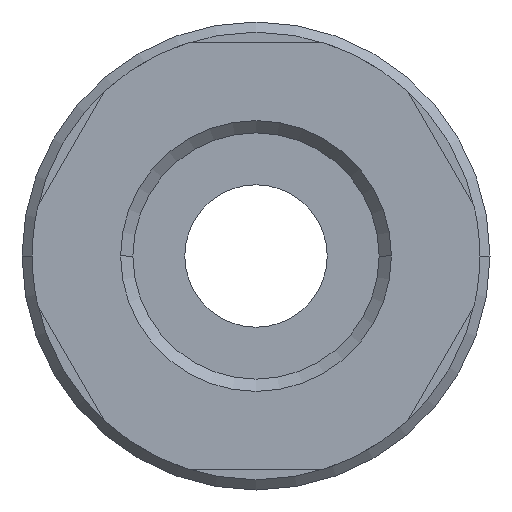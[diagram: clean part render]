
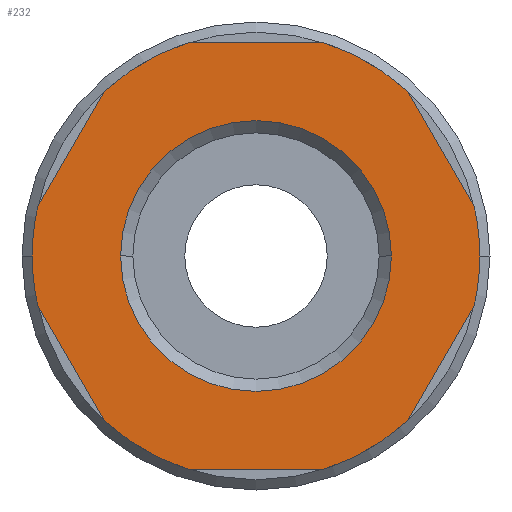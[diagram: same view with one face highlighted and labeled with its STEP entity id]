
A CAD part, front view. The second image highlights one B-rep face of the part: STEP entity #232.
In plain terms, the highlighted planar face has unit normal (0, -1, 0).
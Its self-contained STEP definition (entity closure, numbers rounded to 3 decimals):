
#232=ADVANCED_FACE('',(#485,#486),#487,.T.);
#485=FACE_BOUND('',#754,.T.);
#486=FACE_OUTER_BOUND('',#755,.T.);
#487=PLANE('',#756);
#754=EDGE_LOOP('',(#1329,#1330));
#755=EDGE_LOOP('',(#1331,#1332,#1333,#1334,#1335,#1336,#1337,#1338,#1339,#1340,#1341,#1342,#1343,#1344));
#756=AXIS2_PLACEMENT_3D('',#1345,#1346,#1347);
#1329=ORIENTED_EDGE('',*,*,#1744,.T.);
#1330=ORIENTED_EDGE('',*,*,#1546,.T.);
#1331=ORIENTED_EDGE('',*,*,#1747,.T.);
#1332=ORIENTED_EDGE('',*,*,#1663,.F.);
#1333=ORIENTED_EDGE('',*,*,#1758,.T.);
#1334=ORIENTED_EDGE('',*,*,#1759,.F.);
#1335=ORIENTED_EDGE('',*,*,#1671,.T.);
#1336=ORIENTED_EDGE('',*,*,#1692,.F.);
#1337=ORIENTED_EDGE('',*,*,#1760,.F.);
#1338=ORIENTED_EDGE('',*,*,#1591,.T.);
#1339=ORIENTED_EDGE('',*,*,#1657,.F.);
#1340=ORIENTED_EDGE('',*,*,#1728,.T.);
#1341=ORIENTED_EDGE('',*,*,#1732,.F.);
#1342=ORIENTED_EDGE('',*,*,#1631,.T.);
#1343=ORIENTED_EDGE('',*,*,#1609,.F.);
#1344=ORIENTED_EDGE('',*,*,#1532,.F.);
#1345=CARTESIAN_POINT('',(5.5,0.0,0.0));
#1346=DIRECTION('',(-0.0,-1.0,-0.0));
#1347=DIRECTION('',(-1.0,0.0,0.0));
#1532=EDGE_CURVE('',#1802,#1798,#1804,.T.);
#1546=EDGE_CURVE('',#1823,#1827,#1829,.T.);
#1591=EDGE_CURVE('',#1901,#1898,#1902,.T.);
#1609=EDGE_CURVE('',#1798,#1931,#1932,.T.);
#1631=EDGE_CURVE('',#1963,#1931,#1964,.T.);
#1657=EDGE_CURVE('',#1998,#1898,#2000,.T.);
#1663=EDGE_CURVE('',#2008,#2003,#2010,.T.);
#1671=EDGE_CURVE('',#2024,#2021,#2025,.T.);
#1692=EDGE_CURVE('',#2052,#2021,#2055,.T.);
#1728=EDGE_CURVE('',#1998,#2097,#2100,.T.);
#1732=EDGE_CURVE('',#1963,#2097,#2104,.T.);
#1744=EDGE_CURVE('',#1827,#1823,#2118,.T.);
#1747=EDGE_CURVE('',#1802,#2003,#2121,.T.);
#1758=EDGE_CURVE('',#2008,#2132,#2133,.T.);
#1759=EDGE_CURVE('',#2024,#2132,#2134,.T.);
#1760=EDGE_CURVE('',#1901,#2052,#2135,.T.);
#1798=VERTEX_POINT('',#2176);
#1802=VERTEX_POINT('',#2181);
#1804=CIRCLE('',#2184,11.0);
#1823=VERTEX_POINT('',#2227);
#1827=VERTEX_POINT('',#2232);
#1829=CIRCLE('',#2235,6.655);
#1898=VERTEX_POINT('',#2413);
#1901=VERTEX_POINT('',#2417);
#1902=LINE('',#2418,#2419);
#1931=VERTEX_POINT('',#2454);
#1932=CIRCLE('',#2455,11.0);
#1963=VERTEX_POINT('',#2522);
#1964=LINE('',#2523,#2524);
#1998=VERTEX_POINT('',#2587);
#2000=CIRCLE('',#2590,11.0);
#2003=VERTEX_POINT('',#2593);
#2008=VERTEX_POINT('',#2599);
#2010=CIRCLE('',#2602,11.0);
#2021=VERTEX_POINT('',#2615);
#2024=VERTEX_POINT('',#2619);
#2025=LINE('',#2620,#2621);
#2052=VERTEX_POINT('',#2654);
#2055=CIRCLE('',#2658,11.0);
#2097=VERTEX_POINT('',#2793);
#2100=LINE('',#2797,#2798);
#2104=CIRCLE('',#2803,11.0);
#2118=CIRCLE('',#2821,6.655);
#2121=LINE('',#2824,#2825);
#2132=VERTEX_POINT('',#2838);
#2133=LINE('',#2839,#2840);
#2134=CIRCLE('',#2841,11.0);
#2135=CIRCLE('',#2842,11.0);
#2176=CARTESIAN_POINT('',(-11.0,0.0,0.));
#2181=CARTESIAN_POINT('',(-10.733,0.0,-2.411));
#2184=AXIS2_PLACEMENT_3D('',#2895,#2896,#2897);
#2227=CARTESIAN_POINT('',(6.655,0.0,0.));
#2232=CARTESIAN_POINT('',(-6.655,0.0,0.));
#2235=AXIS2_PLACEMENT_3D('',#2914,#2915,#2916);
#2413=CARTESIAN_POINT('',(7.454,0.0,8.089));
#2417=CARTESIAN_POINT('',(10.733,0.0,2.411));
#2418=CARTESIAN_POINT('',(9.781,0.0,4.059));
#2419=VECTOR('',#2967,1.0);
#2454=CARTESIAN_POINT('',(-10.733,0.0,2.411));
#2455=AXIS2_PLACEMENT_3D('',#2995,#2996,#2997);
#2522=CARTESIAN_POINT('',(-7.454,0.0,8.089));
#2523=CARTESIAN_POINT('',(-8.406,0.0,6.441));
#2524=VECTOR('',#3031,1.0);
#2587=CARTESIAN_POINT('',(3.279,0.0,10.5));
#2590=AXIS2_PLACEMENT_3D('',#3067,#3068,#3069);
#2593=CARTESIAN_POINT('',(-7.454,0.0,-8.089));
#2599=CARTESIAN_POINT('',(-3.279,0.0,-10.5));
#2602=AXIS2_PLACEMENT_3D('',#3075,#3076,#3077);
#2615=CARTESIAN_POINT('',(10.733,0.0,-2.411));
#2619=CARTESIAN_POINT('',(7.454,0.0,-8.089));
#2620=CARTESIAN_POINT('',(9.781,0.0,-4.059));
#2621=VECTOR('',#3087,1.0);
#2654=CARTESIAN_POINT('',(11.0,0.0,0.));
#2658=AXIS2_PLACEMENT_3D('',#3119,#3120,#3121);
#2793=CARTESIAN_POINT('',(-3.279,0.0,10.5));
#2797=CARTESIAN_POINT('',(2.75,0.0,10.5));
#2798=VECTOR('',#3158,1.0);
#2803=AXIS2_PLACEMENT_3D('',#3163,#3164,#3165);
#2821=AXIS2_PLACEMENT_3D('',#3176,#3177,#3178);
#2824=CARTESIAN_POINT('',(-8.406,0.0,-6.441));
#2825=VECTOR('',#3179,1.0);
#2838=CARTESIAN_POINT('',(3.279,0.0,-10.5));
#2839=CARTESIAN_POINT('',(2.75,0.0,-10.5));
#2840=VECTOR('',#3191,1.0);
#2841=AXIS2_PLACEMENT_3D('',#3192,#3193,#3194);
#2842=AXIS2_PLACEMENT_3D('',#3195,#3196,#3197);
#2895=CARTESIAN_POINT('',(0.0,0.0,0.0));
#2896=DIRECTION('',(-0.0,1.0,0.0));
#2897=DIRECTION('',(1.0,0.0,0.0));
#2914=CARTESIAN_POINT('',(0.0,0.0,0.0));
#2915=DIRECTION('',(-0.0,1.0,0.0));
#2916=DIRECTION('',(1.0,0.0,0.0));
#2967=DIRECTION('',(-0.5,0.0,0.866));
#2995=CARTESIAN_POINT('',(0.0,0.0,0.0));
#2996=DIRECTION('',(-0.0,1.0,0.0));
#2997=DIRECTION('',(1.0,0.0,0.0));
#3031=DIRECTION('',(-0.5,0.0,-0.866));
#3067=CARTESIAN_POINT('',(0.0,0.0,0.0));
#3068=DIRECTION('',(-0.0,1.0,0.0));
#3069=DIRECTION('',(1.0,0.0,0.0));
#3075=CARTESIAN_POINT('',(0.0,0.0,0.0));
#3076=DIRECTION('',(-0.0,1.0,0.0));
#3077=DIRECTION('',(1.0,0.0,0.0));
#3087=DIRECTION('',(0.5,-0.0,0.866));
#3119=CARTESIAN_POINT('',(0.0,0.0,0.0));
#3120=DIRECTION('',(-0.0,1.0,0.0));
#3121=DIRECTION('',(1.0,0.0,0.0));
#3158=DIRECTION('',(-1.0,0.0,0.));
#3163=CARTESIAN_POINT('',(0.0,0.0,0.0));
#3164=DIRECTION('',(-0.0,1.0,0.0));
#3165=DIRECTION('',(1.0,0.0,0.0));
#3176=CARTESIAN_POINT('',(0.0,0.0,0.0));
#3177=DIRECTION('',(-0.0,1.0,0.0));
#3178=DIRECTION('',(1.0,0.0,0.0));
#3179=DIRECTION('',(0.5,0.0,-0.866));
#3191=DIRECTION('',(1.0,-0.0,0.0));
#3192=CARTESIAN_POINT('',(0.0,0.0,0.0));
#3193=DIRECTION('',(-0.0,1.0,0.0));
#3194=DIRECTION('',(1.0,0.0,0.0));
#3195=CARTESIAN_POINT('',(0.0,0.0,0.0));
#3196=DIRECTION('',(-0.0,1.0,0.0));
#3197=DIRECTION('',(1.0,0.0,0.0));
